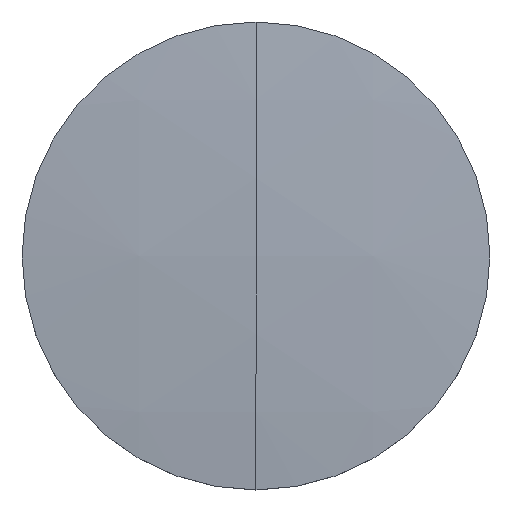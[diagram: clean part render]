
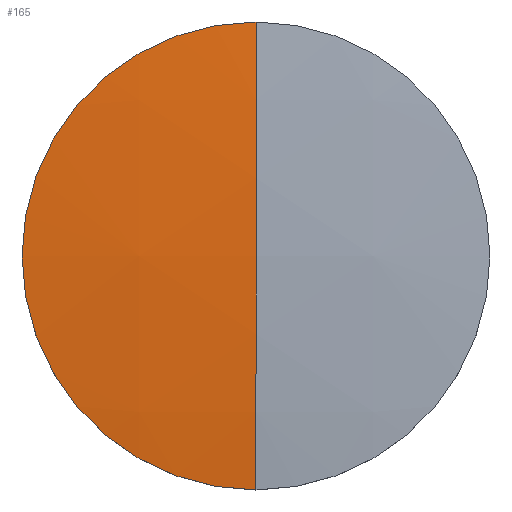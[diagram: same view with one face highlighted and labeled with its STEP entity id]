
A CAD part, top view. The second image highlights one B-rep face of the part: STEP entity #165.
In plain terms, the highlighted spherical face has radius 128.77 mm.
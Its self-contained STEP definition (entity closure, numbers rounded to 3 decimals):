
#6 = CARTESIAN_POINT ( 'NONE',  ( 0., 0., -127.46 ) ) ;
#7 = DIRECTION ( 'NONE',  ( 0., -1., 0. ) ) ;
#8 = DIRECTION ( 'NONE',  ( -1., 0., 0. ) ) ;
#9 = AXIS2_PLACEMENT_3D ( 'NONE', #6, #8, #7 ) ;
#10 = CIRCLE ( 'NONE', #9, 128.77 ) ;
#32 = FACE_OUTER_BOUND ( 'NONE', #131, .T. ) ;
#39 = AXIS2_PLACEMENT_3D ( 'NONE', #77, #94, #93 ) ;
#41 = CARTESIAN_POINT ( 'NONE',  ( 0., -12.7, 0.682 ) ) ;
#57 = CARTESIAN_POINT ( 'NONE',  ( -12.7, 0., 0.682 ) ) ;
#70 = CARTESIAN_POINT ( 'NONE',  ( 0., 0., 1.31 ) ) ;
#77 = CARTESIAN_POINT ( 'NONE',  ( 0., 0., -127.46 ) ) ;
#90 = SPHERICAL_SURFACE ( 'NONE', #39, 128.77 ) ;
#93 = DIRECTION ( 'NONE',  ( 0., 1., 0. ) ) ;
#94 = DIRECTION ( 'NONE',  ( -1., 0., 0. ) ) ;
#108 = DIRECTION ( 'NONE',  ( 1., 0., 0. ) ) ;
#110 = CARTESIAN_POINT ( 'NONE',  ( 0., 0., -127.46 ) ) ;
#112 = DIRECTION ( 'NONE',  ( 0., 0., -1. ) ) ;
#114 = EDGE_CURVE ( 'NONE', #117, #161, #192, .T. ) ;
#117 = VERTEX_POINT ( 'NONE', #169 ) ;
#118 = AXIS2_PLACEMENT_3D ( 'NONE', #110, #108, #112 ) ;
#130 = ORIENTED_EDGE ( 'NONE', *, *, #141, .T. ) ;
#131 = EDGE_LOOP ( 'NONE', ( #135, #130, #168, #140 ) ) ;
#135 = ORIENTED_EDGE ( 'NONE', *, *, #114, .T. ) ;
#140 = ORIENTED_EDGE ( 'NONE', *, *, #145, .F. ) ;
#141 = EDGE_CURVE ( 'NONE', #161, #167, #255, .T. ) ;
#145 = EDGE_CURVE ( 'NONE', #117, #164, #260, .T. ) ;
#152 = EDGE_CURVE ( 'NONE', #167, #164, #10, .T. ) ;
#161 = VERTEX_POINT ( 'NONE', #57 ) ;
#164 = VERTEX_POINT ( 'NONE', #70 ) ;
#165 = ADVANCED_FACE ( 'NONE', ( #32 ), #90, .T. ) ;
#167 = VERTEX_POINT ( 'NONE', #41 ) ;
#168 = ORIENTED_EDGE ( 'NONE', *, *, #152, .T. ) ;
#169 = CARTESIAN_POINT ( 'NONE',  ( 0., 12.7, 0.682 ) ) ;
#171 = DIRECTION ( 'NONE',  ( 1., 0., 0. ) ) ;
#189 = CARTESIAN_POINT ( 'NONE',  ( 0., 0., 0.682 ) ) ;
#190 = DIRECTION ( 'NONE',  ( 0., 0., 1. ) ) ;
#191 = AXIS2_PLACEMENT_3D ( 'NONE', #189, #190, #171 ) ;
#192 = CIRCLE ( 'NONE', #191, 12.7 ) ;
#251 = DIRECTION ( 'NONE',  ( 1., 0., 0. ) ) ;
#252 = DIRECTION ( 'NONE',  ( 0., 0., 1. ) ) ;
#253 = CARTESIAN_POINT ( 'NONE',  ( 0., 0., 0.682 ) ) ;
#254 = AXIS2_PLACEMENT_3D ( 'NONE', #253, #252, #251 ) ;
#255 = CIRCLE ( 'NONE', #254, 12.7 ) ;
#260 = CIRCLE ( 'NONE', #118, 128.77 ) ;
